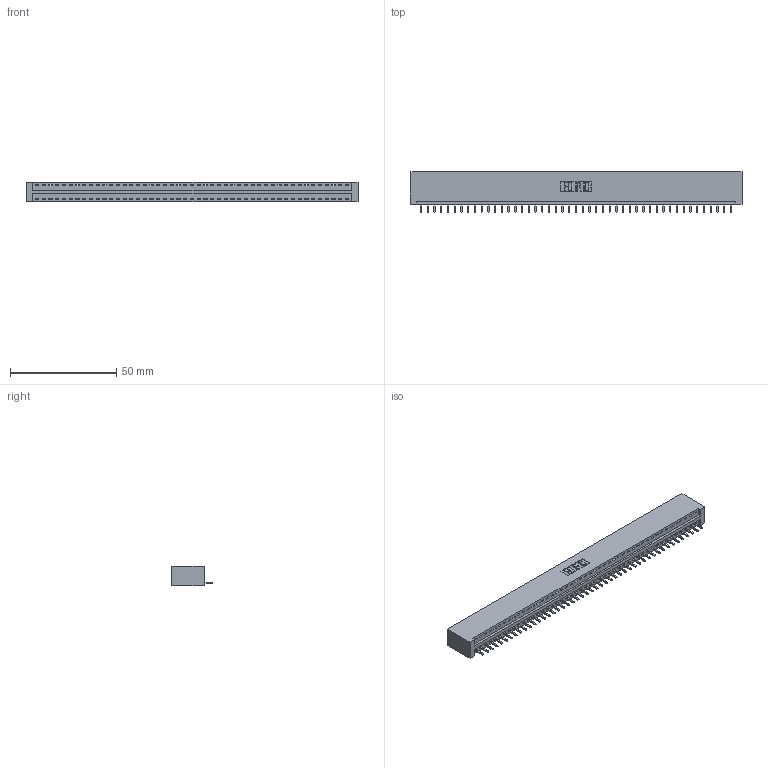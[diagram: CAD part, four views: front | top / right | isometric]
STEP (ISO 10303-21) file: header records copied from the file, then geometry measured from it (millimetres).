
FILE_DESCRIPTION (( 'STEP AP203' ), '1' );
FILE_NAME ('396-047-521-101.STEP', '2019-10-28T03:49:24', ( '' ), ( '' ), 'SwSTEP 2.0', 'SolidWorks 2016', '' );
FILE_SCHEMA (( 'CONFIG_CONTROL_DESIGN' ));
Length unit declared in the file: inch
Products named in the file (3): 396-047-521-101; 345-292-001_345-293-121; 346 Part_No Mounting Lugs
Assembly tree (48 placements, depth 2):
  396-047-521-101
    346 Part_No Mounting Lugs
    345-292-001_345-293-121  x47
Bounding box: 156.46 x 19.05 x 9.4 mm (x, y, z)
Volume: 15427.2 mm3; surface area: 18879.2 mm2
Topology: 48 solids, 48 shells, 2840 faces, 8577 edges, 5654 vertices
Faces by surface type: plane 1952, cylinder 888
Entity records: 28237 total; most frequent: CARTESIAN_POINT 4845, ORIENTED_EDGE 4826, DIRECTION 4263, EDGE_CURVE 2413, VECTOR 2101, LINE 2101, VERTEX_POINT 1606, AXIS2_PLACEMENT_3D 1081
